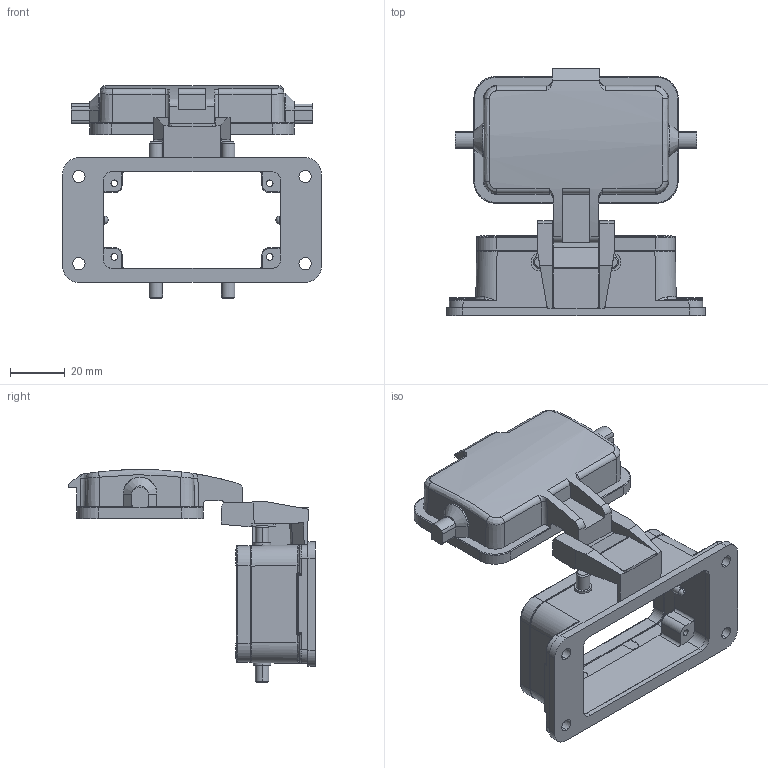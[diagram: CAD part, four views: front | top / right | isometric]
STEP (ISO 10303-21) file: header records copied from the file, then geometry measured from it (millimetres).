
FILE_DESCRIPTION (( 'STEP AP203' ), '1' );
FILE_NAME ('H10B-BK-4B-CV.STP', '2017-07-20T10:42:26', ( '微软用户' ), ( '微软中国' ), 'SwSTEP 2.0', 'SolidWorks 2012', '' );
FILE_SCHEMA (( 'CONFIG_CONTROL_DESIGN' ));
Length unit declared in the file: millimetre
Products named in the file (1): H10B-BK-4B-CV
Bounding box: 95 x 90.62 x 78.14 mm (x, y, z)
Volume: 52566.1 mm3; surface area: 39051.2 mm2
Topology: 1 solids, 1 shells, 629 faces, 1599 edges, 990 vertices
Faces by surface type: plane 251, cylinder 238, bspline 90, cone 38, torus 12
Entity records: 23460 total; most frequent: CARTESIAN_POINT 9165, ORIENTED_EDGE 3182, DIRECTION 2692, EDGE_CURVE 1591, VERTEX_POINT 990, AXIS2_PLACEMENT_3D 914, VECTOR 864, LINE 864
